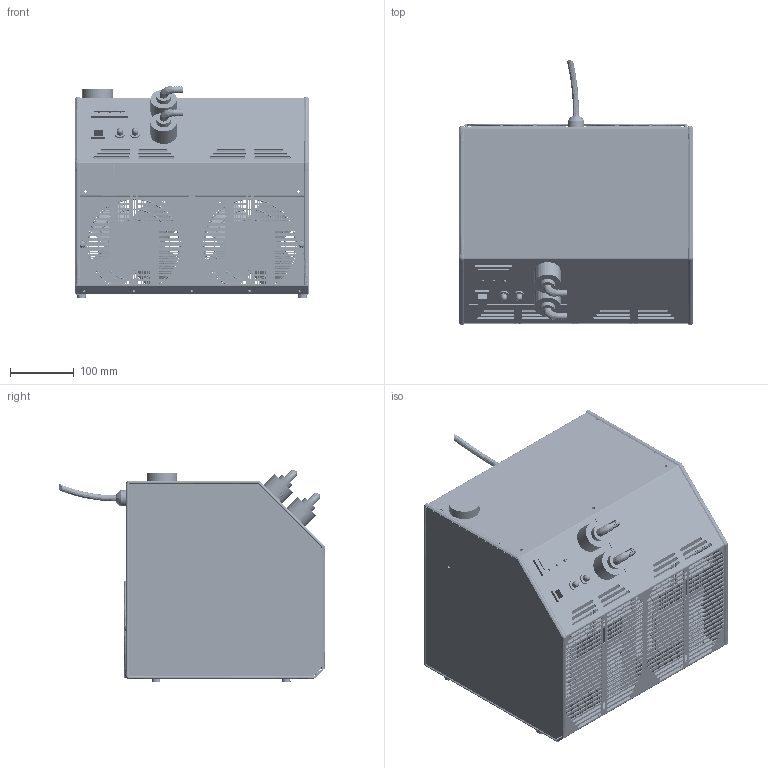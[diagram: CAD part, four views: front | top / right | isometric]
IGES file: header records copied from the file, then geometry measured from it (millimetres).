
Start section: SolidWorks IGES file using analytic representation for surfaces
Global section: file name: TLC-1400.IGS; native system: SolidWorks 2016; preprocessor: SolidWorks 2016; author: Afshin; date: 160627.095712; units: inch
Bounding box: 364.28 x 414.88 x 331.67 mm (x, y, z)
Surface area: 4637760.3 mm2 (no closed solid volume)
Topology: 0 solids, 0 shells, 4372 faces, 44238 edges, 44244 vertices
Faces by surface type: bspline 3375, revolution 997
